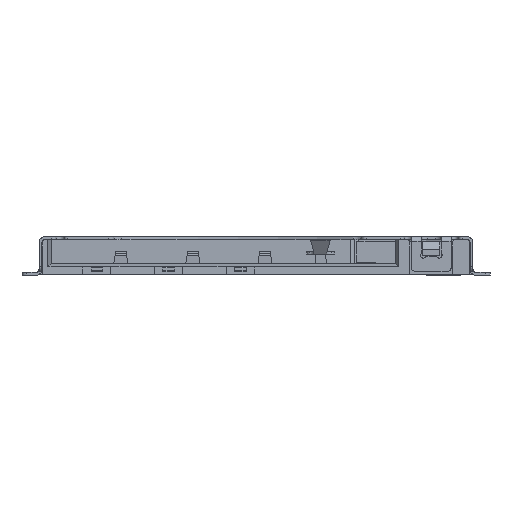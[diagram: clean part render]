
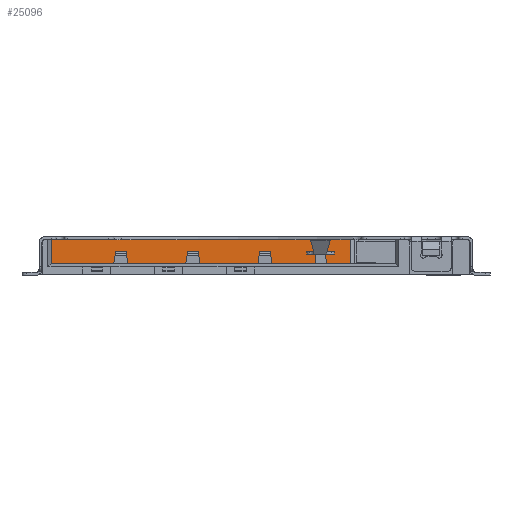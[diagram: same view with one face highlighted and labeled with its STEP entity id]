
A CAD part, front view. The second image highlights one B-rep face of the part: STEP entity #25096.
In plain terms, the highlighted planar face has unit normal (0, -1, 0).
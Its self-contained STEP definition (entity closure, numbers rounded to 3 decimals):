
#2785=ORIENTED_EDGE('',*,*,#9698,.F.);
#2786=ORIENTED_EDGE('',*,*,#9699,.F.);
#2787=ORIENTED_EDGE('',*,*,#8833,.T.);
#2788=ORIENTED_EDGE('',*,*,#9700,.F.);
#2789=ORIENTED_EDGE('',*,*,#9701,.T.);
#2790=ORIENTED_EDGE('',*,*,#9702,.T.);
#2791=ORIENTED_EDGE('',*,*,#8847,.T.);
#2792=ORIENTED_EDGE('',*,*,#9697,.T.);
#8833=EDGE_CURVE('',#12576,#12575,#15059,.T.);
#8847=EDGE_CURVE('',#12590,#12589,#15071,.T.);
#9697=EDGE_CURVE('',#12589,#13155,#15892,.T.);
#9698=EDGE_CURVE('',#13156,#13155,#15893,.T.);
#9699=EDGE_CURVE('',#12576,#13156,#15894,.T.);
#9700=EDGE_CURVE('',#13157,#12575,#15895,.T.);
#9701=EDGE_CURVE('',#13157,#13158,#15896,.T.);
#9702=EDGE_CURVE('',#13158,#12590,#15897,.T.);
#12575=VERTEX_POINT('',#38440);
#12576=VERTEX_POINT('',#38442);
#12589=VERTEX_POINT('',#38468);
#12590=VERTEX_POINT('',#38470);
#13155=VERTEX_POINT('',#40217);
#13156=VERTEX_POINT('',#40221);
#13157=VERTEX_POINT('',#40224);
#13158=VERTEX_POINT('',#40226);
#15059=LINE('',#38441,#18005);
#15071=LINE('',#38469,#18017);
#15892=LINE('',#40218,#18838);
#15893=LINE('',#40220,#18839);
#15894=LINE('',#40222,#18840);
#15895=LINE('',#40223,#18841);
#15896=LINE('',#40225,#18842);
#15897=LINE('',#40227,#18843);
#18005=VECTOR('',#31201,1000.);
#18017=VECTOR('',#31217,1000.);
#18838=VECTOR('',#32754,1000.);
#18839=VECTOR('',#32757,1000.);
#18840=VECTOR('',#32758,1000.);
#18841=VECTOR('',#32759,1000.);
#18842=VECTOR('',#32760,1000.);
#18843=VECTOR('',#32761,1000.);
#21216=EDGE_LOOP('',(#2785,#2786,#2787,#2788,#2789,#2790,#2791,#2792));
#22703=FACE_BOUND('',#21216,.T.);
#24138=PLANE('',#29354);
#25096=ADVANCED_FACE('',(#22703),#24138,.T.);
#29354=AXIS2_PLACEMENT_3D('',#40219,#32755,#32756);
#31201=DIRECTION('',(1.,0.,0.));
#31217=DIRECTION('',(1.,0.,0.));
#32754=DIRECTION('',(0.,0.,1.));
#32755=DIRECTION('',(0.,-1.,0.));
#32756=DIRECTION('',(0.,0.,-1.));
#32757=DIRECTION('',(1.,0.,0.));
#32758=DIRECTION('',(0.,0.,1.));
#32759=DIRECTION('',(0.,0.,1.));
#32760=DIRECTION('',(1.,0.,0.));
#32761=DIRECTION('',(0.,0.,1.));
#38440=CARTESIAN_POINT('',(0.629,6.515,0.37));
#38441=CARTESIAN_POINT('',(-7.25,6.515,0.37));
#38442=CARTESIAN_POINT('',(-7.25,6.515,0.37));
#38468=CARTESIAN_POINT('',(3.29,6.515,0.37));
#38469=CARTESIAN_POINT('',(-7.25,6.515,0.37));
#38470=CARTESIAN_POINT('',(1.189,6.515,0.37));
#40217=CARTESIAN_POINT('',(3.29,6.515,1.22));
#40218=CARTESIAN_POINT('',(3.29,6.515,0.37));
#40219=CARTESIAN_POINT('',(-7.25,6.515,0.37));
#40220=CARTESIAN_POINT('',(-7.25,6.515,1.22));
#40221=CARTESIAN_POINT('',(-7.25,6.515,1.22));
#40222=CARTESIAN_POINT('',(-7.25,6.515,0.37));
#40223=CARTESIAN_POINT('',(0.629,6.515,0.24));
#40224=CARTESIAN_POINT('',(0.629,6.515,0.24));
#40225=CARTESIAN_POINT('',(0.629,6.515,0.24));
#40226=CARTESIAN_POINT('',(1.189,6.515,0.24));
#40227=CARTESIAN_POINT('',(1.189,6.515,0.24));
